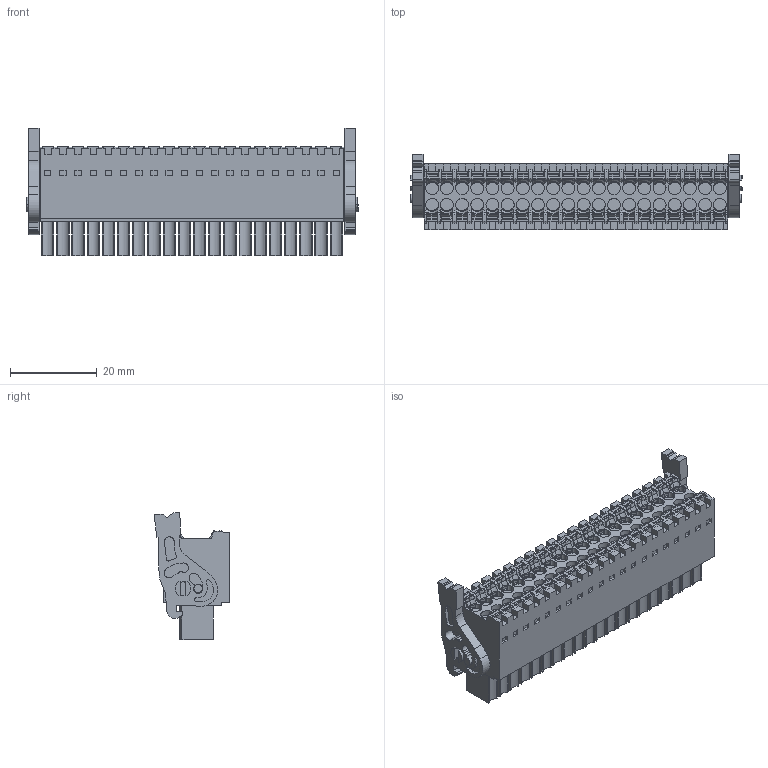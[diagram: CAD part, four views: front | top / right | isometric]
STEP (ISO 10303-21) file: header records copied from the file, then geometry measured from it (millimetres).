
FILE_DESCRIPTION(('CATIA V5 STEP','CAx-IF Rec.Pracs.--- Model Styling and Organization---1.4--- 2014-01-23'),'2;1');
FILE_NAME ('214542-3_2', '2023-08-22T06:51:51+00:00', ('none'), ('Weidmueller'), 'CATIA Version 5-6 Release 2016 SP3 HF44', 'CATIA V5 STEP AP214', 'none');
FILE_SCHEMA(('AUTOMOTIVE_DESIGN { 1 0 10303 214 1 1 1 1 }'));
Products named in the file (1): 2558680000
Bounding box: 76.5 x 17.45 x 29.28 mm (x, y, z)
Volume: 20183.1 mm3; surface area: 13358.1 mm2
Topology: 43 solids, 43 shells, 2836 faces, 8245 edges, 5607 vertices
Faces by surface type: plane 1802, cylinder 388, extrusion 247, torus 239, cone 80, bspline 80
Entity records: 97336 total; most frequent: CARTESIAN_POINT 30326, ORIENTED_EDGE 16490, DIRECTION 9438, EDGE_CURVE 8245, VECTOR 6016, LINE 5769, VERTEX_POINT 5607, EDGE_LOOP 2960
